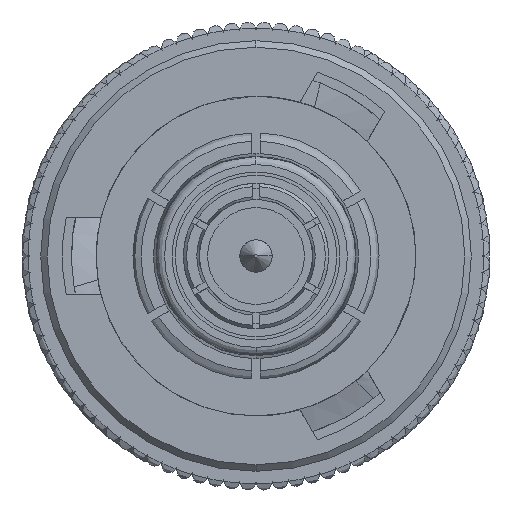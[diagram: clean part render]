
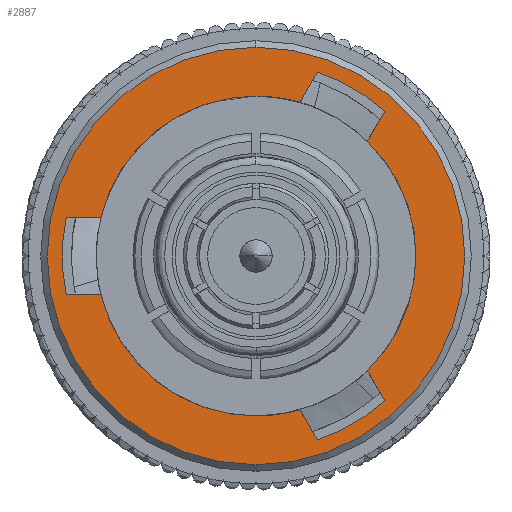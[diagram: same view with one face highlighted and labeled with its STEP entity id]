
A CAD part, left-side view. The second image highlights one B-rep face of the part: STEP entity #2887.
In plain terms, the highlighted face is planar.
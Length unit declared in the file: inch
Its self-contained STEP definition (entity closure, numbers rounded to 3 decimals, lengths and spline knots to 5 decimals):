
#472 = DIRECTION ( 'NONE',  ( -1., 0., 0. ) ) ;
#632 = DIRECTION ( 'NONE',  ( 0., 0., 1. ) ) ;
#664 = DIRECTION ( 'NONE',  ( 0., 1., 0. ) ) ;
#908 = LINE ( 'NONE', #3969, #17340 ) ;
#932 = ORIENTED_EDGE ( 'NONE', *, *, #12187, .F. ) ;
#1585 = LINE ( 'NONE', #22066, #35979 ) ;
#1756 = LINE ( 'NONE', #34446, #26302 ) ;
#2573 = ORIENTED_EDGE ( 'NONE', *, *, #21707, .T. ) ;
#2637 = EDGE_CURVE ( 'NONE', #28908, #28853, #40332, .T. ) ;
#2841 = CARTESIAN_POINT ( 'NONE',  ( 0., 0., 0. ) ) ;
#2887 = ADVANCED_FACE ( 'NONE', ( #36723, #4498 ), #11560, .F. ) ;
#3387 = CIRCLE ( 'NONE', #31930, 0.195 ) ;
#3456 = EDGE_CURVE ( 'NONE', #28853, #29669, #36618, .T. ) ;
#3507 = ORIENTED_EDGE ( 'NONE', *, *, #34019, .F. ) ;
#3817 = VERTEX_POINT ( 'NONE', #14009 ) ;
#3969 = CARTESIAN_POINT ( 'NONE',  ( 0., 0.2314, -0.0475 ) ) ;
#4386 = CARTESIAN_POINT ( 'NONE',  ( 0., -0.15683, 0.17664 ) ) ;
#4498 = FACE_BOUND ( 'NONE', #6553, .T. ) ;
#4875 = DIRECTION ( 'NONE',  ( 0., -0.5, -0.866 ) ) ;
#5333 = EDGE_CURVE ( 'NONE', #19384, #6840, #14901, .T. ) ;
#5751 = AXIS2_PLACEMENT_3D ( 'NONE', #14844, #39802, #14395 ) ;
#5808 = VECTOR ( 'NONE', #43688, 39.37008 ) ;
#6074 = AXIS2_PLACEMENT_3D ( 'NONE', #18700, #39882, #36092 ) ;
#6156 = EDGE_CURVE ( 'NONE', #16740, #20327, #1585, .T. ) ;
#6214 = VECTOR ( 'NONE', #29595, 39.37008 ) ;
#6521 = CARTESIAN_POINT ( 'NONE',  ( 0., 0., 0.2545 ) ) ;
#6553 = EDGE_LOOP ( 'NONE', ( #38387, #7983, #932, #3507, #6829, #25332, #12328, #45732, #12797, #2573, #34908, #15619, #45935, #27547 ) ) ;
#6829 = ORIENTED_EDGE ( 'NONE', *, *, #6156, .F. ) ;
#6840 = VERTEX_POINT ( 'NONE', #38582 ) ;
#7983 = ORIENTED_EDGE ( 'NONE', *, *, #23092, .T. ) ;
#8005 = EDGE_CURVE ( 'NONE', #45933, #31269, #14330, .T. ) ;
#8022 = CARTESIAN_POINT ( 'NONE',  ( 0., -0.15683, 0.17664 ) ) ;
#8194 = CARTESIAN_POINT ( 'NONE',  ( 0., -0.1357, 0.14004 ) ) ;
#8239 = CARTESIAN_POINT ( 'NONE',  ( 0., 0., 0. ) ) ;
#8316 = AXIS2_PLACEMENT_3D ( 'NONE', #42625, #17483, #25461 ) ;
#8338 = EDGE_CURVE ( 'NONE', #3817, #6840, #1756, .T. ) ;
#8472 = DIRECTION ( 'NONE',  ( -1., 0., 0. ) ) ;
#8783 = AXIS2_PLACEMENT_3D ( 'NONE', #25932, #18868, #30379 ) ;
#8972 = VECTOR ( 'NONE', #34029, 39.37008 ) ;
#9078 = EDGE_CURVE ( 'NONE', #21351, #3817, #27075, .T. ) ;
#10792 = AXIS2_PLACEMENT_3D ( 'NONE', #32673, #29126, #43473 ) ;
#10879 = CIRCLE ( 'NONE', #25171, 0.195 ) ;
#11560 = PLANE ( 'NONE',  #8783 ) ;
#11641 = CARTESIAN_POINT ( 'NONE',  ( 0., 0., 0. ) ) ;
#12187 = EDGE_CURVE ( 'NONE', #18293, #30686, #40187, .T. ) ;
#12328 = ORIENTED_EDGE ( 'NONE', *, *, #3456, .F. ) ;
#12797 = ORIENTED_EDGE ( 'NONE', *, *, #15375, .F. ) ;
#13213 = DIRECTION ( 'NONE',  ( 0., 0., 1. ) ) ;
#13354 = CARTESIAN_POINT ( 'NONE',  ( 0., 0., -0.2545 ) ) ;
#13933 = EDGE_CURVE ( 'NONE', #32140, #21351, #908, .T. ) ;
#14009 = CARTESIAN_POINT ( 'NONE',  ( 0., 0.2314, 0.0475 ) ) ;
#14294 = AXIS2_PLACEMENT_3D ( 'NONE', #25151, #25618, #632 ) ;
#14330 = CIRCLE ( 'NONE', #6074, 0.2545 ) ;
#14395 = DIRECTION ( 'NONE',  ( 0., 0., 1. ) ) ;
#14844 = CARTESIAN_POINT ( 'NONE',  ( 0., 0., 0. ) ) ;
#14901 = CIRCLE ( 'NONE', #17176, 0.195 ) ;
#15375 = EDGE_CURVE ( 'NONE', #37074, #28908, #16620, .T. ) ;
#15619 = ORIENTED_EDGE ( 'NONE', *, *, #8338, .F. ) ;
#15822 = CARTESIAN_POINT ( 'NONE',  ( 0., 0.2314, -0.0475 ) ) ;
#16028 = CARTESIAN_POINT ( 'NONE',  ( 0., -0.05343, -0.18754 ) ) ;
#16108 = DIRECTION ( 'NONE',  ( 0., -1., 0. ) ) ;
#16620 = LINE ( 'NONE', #41076, #8972 ) ;
#16740 = VERTEX_POINT ( 'NONE', #46340 ) ;
#17176 = AXIS2_PLACEMENT_3D ( 'NONE', #2841, #45441, #13213 ) ;
#17340 = VECTOR ( 'NONE', #664, 39.37008 ) ;
#17483 = DIRECTION ( 'NONE',  ( -1., 0., 0. ) ) ;
#18253 = DIRECTION ( 'NONE',  ( 0., 0., 1. ) ) ;
#18293 = VERTEX_POINT ( 'NONE', #25904 ) ;
#18700 = CARTESIAN_POINT ( 'NONE',  ( 0., 0., 0. ) ) ;
#18868 = DIRECTION ( 'NONE',  ( -1., 0., 0. ) ) ;
#19384 = VERTEX_POINT ( 'NONE', #29974 ) ;
#20327 = VERTEX_POINT ( 'NONE', #45770 ) ;
#20592 = DIRECTION ( 'NONE',  ( -1., 0., 0. ) ) ;
#20983 = CIRCLE ( 'NONE', #24727, 0.195 ) ;
#21351 = VERTEX_POINT ( 'NONE', #15822 ) ;
#21707 = EDGE_CURVE ( 'NONE', #37074, #19384, #33322, .T. ) ;
#22066 = CARTESIAN_POINT ( 'NONE',  ( 0., -0.15683, -0.17664 ) ) ;
#22137 = CARTESIAN_POINT ( 'NONE',  ( 0., 0.18913, -0.0475 ) ) ;
#22365 = CARTESIAN_POINT ( 'NONE',  ( 0., 0., 0. ) ) ;
#22546 = CARTESIAN_POINT ( 'NONE',  ( 0., -0.07456, -0.22414 ) ) ;
#23092 = EDGE_CURVE ( 'NONE', #27693, #30686, #10879, .T. ) ;
#24370 = CIRCLE ( 'NONE', #10792, 0.23622 ) ;
#24727 = AXIS2_PLACEMENT_3D ( 'NONE', #30703, #20592, #34466 ) ;
#25078 = AXIS2_PLACEMENT_3D ( 'NONE', #8239, #8472, #29161 ) ;
#25151 = CARTESIAN_POINT ( 'NONE',  ( 0., 0., 0. ) ) ;
#25171 = AXIS2_PLACEMENT_3D ( 'NONE', #22365, #472, #40236 ) ;
#25260 = EDGE_LOOP ( 'NONE', ( #37531, #33675 ) ) ;
#25332 = ORIENTED_EDGE ( 'NONE', *, *, #40010, .T. ) ;
#25461 = DIRECTION ( 'NONE',  ( 0., 0., 1. ) ) ;
#25618 = DIRECTION ( 'NONE',  ( 1., 0., 0. ) ) ;
#25904 = CARTESIAN_POINT ( 'NONE',  ( 0., -0.07456, -0.22414 ) ) ;
#25932 = CARTESIAN_POINT ( 'NONE',  ( 0., 0.195, 0. ) ) ;
#26302 = VECTOR ( 'NONE', #16108, 39.37008 ) ;
#27075 = CIRCLE ( 'NONE', #14294, 0.23622 ) ;
#27547 = ORIENTED_EDGE ( 'NONE', *, *, #13933, .F. ) ;
#27693 = VERTEX_POINT ( 'NONE', #32245 ) ;
#28117 = EDGE_CURVE ( 'NONE', #32140, #27693, #20983, .T. ) ;
#28853 = VERTEX_POINT ( 'NONE', #8022 ) ;
#28908 = VERTEX_POINT ( 'NONE', #37182 ) ;
#29126 = DIRECTION ( 'NONE',  ( 1., 0., 0. ) ) ;
#29161 = DIRECTION ( 'NONE',  ( 0., 0., 1. ) ) ;
#29595 = DIRECTION ( 'NONE',  ( 0., 0.5, 0.866 ) ) ;
#29669 = VERTEX_POINT ( 'NONE', #8194 ) ;
#29974 = CARTESIAN_POINT ( 'NONE',  ( 0., 0., 0.195 ) ) ;
#30379 = DIRECTION ( 'NONE',  ( 0., 0., 1. ) ) ;
#30381 = EDGE_CURVE ( 'NONE', #31269, #45933, #39879, .T. ) ;
#30686 = VERTEX_POINT ( 'NONE', #16028 ) ;
#30703 = CARTESIAN_POINT ( 'NONE',  ( 0., 0., 0. ) ) ;
#31269 = VERTEX_POINT ( 'NONE', #13354 ) ;
#31930 = AXIS2_PLACEMENT_3D ( 'NONE', #11641, #36099, #18253 ) ;
#32140 = VERTEX_POINT ( 'NONE', #22137 ) ;
#32245 = CARTESIAN_POINT ( 'NONE',  ( 0., 0., -0.195 ) ) ;
#32673 = CARTESIAN_POINT ( 'NONE',  ( 0., 0., 0. ) ) ;
#33322 = CIRCLE ( 'NONE', #25078, 0.195 ) ;
#33675 = ORIENTED_EDGE ( 'NONE', *, *, #30381, .F. ) ;
#34019 = EDGE_CURVE ( 'NONE', #20327, #18293, #24370, .T. ) ;
#34029 = DIRECTION ( 'NONE',  ( 0., -0.5, 0.866 ) ) ;
#34446 = CARTESIAN_POINT ( 'NONE',  ( 0., 0.2314, 0.0475 ) ) ;
#34466 = DIRECTION ( 'NONE',  ( 0., 0., 1. ) ) ;
#34908 = ORIENTED_EDGE ( 'NONE', *, *, #5333, .T. ) ;
#34942 = CARTESIAN_POINT ( 'NONE',  ( 0., -0.05343, 0.18754 ) ) ;
#35979 = VECTOR ( 'NONE', #4875, 39.37008 ) ;
#36092 = DIRECTION ( 'NONE',  ( 0., 0., 1. ) ) ;
#36099 = DIRECTION ( 'NONE',  ( -1., 0., 0. ) ) ;
#36618 = LINE ( 'NONE', #4386, #5808 ) ;
#36723 = FACE_OUTER_BOUND ( 'NONE', #25260, .T. ) ;
#37074 = VERTEX_POINT ( 'NONE', #34942 ) ;
#37182 = CARTESIAN_POINT ( 'NONE',  ( 0., -0.07456, 0.22414 ) ) ;
#37531 = ORIENTED_EDGE ( 'NONE', *, *, #8005, .F. ) ;
#38387 = ORIENTED_EDGE ( 'NONE', *, *, #28117, .T. ) ;
#38582 = CARTESIAN_POINT ( 'NONE',  ( 0., 0.18913, 0.0475 ) ) ;
#39802 = DIRECTION ( 'NONE',  ( 1., 0., 0. ) ) ;
#39879 = CIRCLE ( 'NONE', #8316, 0.2545 ) ;
#39882 = DIRECTION ( 'NONE',  ( -1., 0., 0. ) ) ;
#40010 = EDGE_CURVE ( 'NONE', #16740, #29669, #3387, .T. ) ;
#40187 = LINE ( 'NONE', #22546, #6214 ) ;
#40236 = DIRECTION ( 'NONE',  ( 0., 0., 1. ) ) ;
#40332 = CIRCLE ( 'NONE', #5751, 0.23622 ) ;
#41076 = CARTESIAN_POINT ( 'NONE',  ( 0., -0.07456, 0.22414 ) ) ;
#42625 = CARTESIAN_POINT ( 'NONE',  ( 0., 0., 0. ) ) ;
#43473 = DIRECTION ( 'NONE',  ( 0., 0., 1. ) ) ;
#43688 = DIRECTION ( 'NONE',  ( 0., 0.5, -0.866 ) ) ;
#45441 = DIRECTION ( 'NONE',  ( -1., 0., 0. ) ) ;
#45732 = ORIENTED_EDGE ( 'NONE', *, *, #2637, .F. ) ;
#45770 = CARTESIAN_POINT ( 'NONE',  ( 0., -0.15683, -0.17664 ) ) ;
#45933 = VERTEX_POINT ( 'NONE', #6521 ) ;
#45935 = ORIENTED_EDGE ( 'NONE', *, *, #9078, .F. ) ;
#46340 = CARTESIAN_POINT ( 'NONE',  ( 0., -0.1357, -0.14004 ) ) ;
